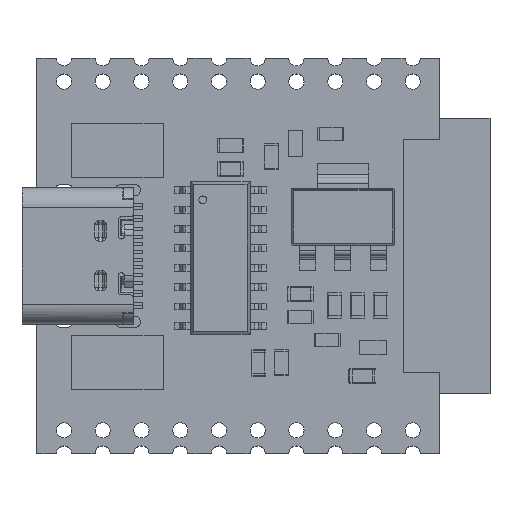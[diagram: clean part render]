
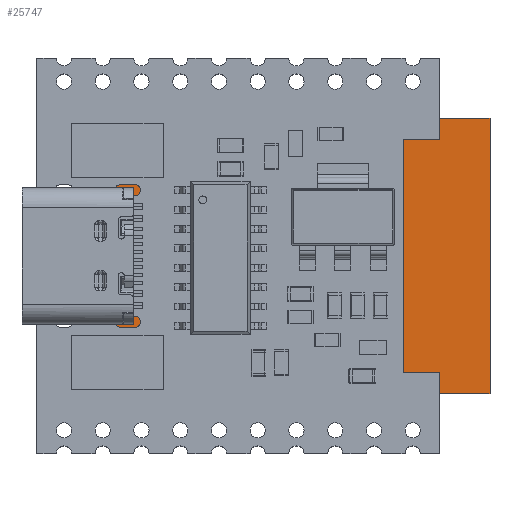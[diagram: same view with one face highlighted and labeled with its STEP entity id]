
A CAD part, top view. The second image highlights one B-rep face of the part: STEP entity #25747.
In plain terms, the highlighted planar face has unit normal (0, 0, 1).
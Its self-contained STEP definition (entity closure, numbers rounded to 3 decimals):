
#25618 = VERTEX_POINT('',#25619);
#25619 = CARTESIAN_POINT('',(27.927,-9.017,
    -1.832));
#25625 = EDGE_CURVE('',#25618,#25626,#25628,.T.);
#25626 = VERTEX_POINT('',#25627);
#25627 = CARTESIAN_POINT('',(27.927,9.017,
    -1.832));
#25628 = LINE('',#25629,#25630);
#25629 = CARTESIAN_POINT('',(27.927,-9.017,
    -1.832));
#25630 = VECTOR('',#25631,1.);
#25631 = DIRECTION('',(0.,1.,0.));
#25656 = EDGE_CURVE('',#25626,#25657,#25659,.T.);
#25657 = VERTEX_POINT('',#25658);
#25658 = CARTESIAN_POINT('',(2.4,9.017,
    -1.832));
#25659 = LINE('',#25660,#25661);
#25660 = CARTESIAN_POINT('',(27.927,9.017,
    -1.832));
#25661 = VECTOR('',#25662,1.);
#25662 = DIRECTION('',(-1.,0.,0.));
#25687 = EDGE_CURVE('',#25657,#25688,#25690,.T.);
#25688 = VERTEX_POINT('',#25689);
#25689 = CARTESIAN_POINT('',(2.4,-9.017,
    -1.832));
#25690 = LINE('',#25691,#25692);
#25691 = CARTESIAN_POINT('',(2.4,9.017,
    -1.832));
#25692 = VECTOR('',#25693,1.);
#25693 = DIRECTION('',(0.,-1.,0.));
#25718 = EDGE_CURVE('',#25688,#25618,#25719,.T.);
#25719 = LINE('',#25720,#25721);
#25720 = CARTESIAN_POINT('',(2.4,-9.017,
    -1.832));
#25721 = VECTOR('',#25722,1.);
#25722 = DIRECTION('',(1.,0.,0.));
#25747 = ADVANCED_FACE('',(#25748),#25754,.T.);
#25748 = FACE_BOUND('',#25749,.T.);
#25749 = EDGE_LOOP('',(#25750,#25751,#25752,#25753));
#25750 = ORIENTED_EDGE('',*,*,#25625,.T.);
#25751 = ORIENTED_EDGE('',*,*,#25656,.T.);
#25752 = ORIENTED_EDGE('',*,*,#25687,.T.);
#25753 = ORIENTED_EDGE('',*,*,#25718,.T.);
#25754 = PLANE('',#25755);
#25755 = AXIS2_PLACEMENT_3D('',#25756,#25757,#25758);
#25756 = CARTESIAN_POINT('',(15.163,0.,
    -1.832));
#25757 = DIRECTION('',(0.,0.,1.));
#25758 = DIRECTION('',(1.,0.,0.));
